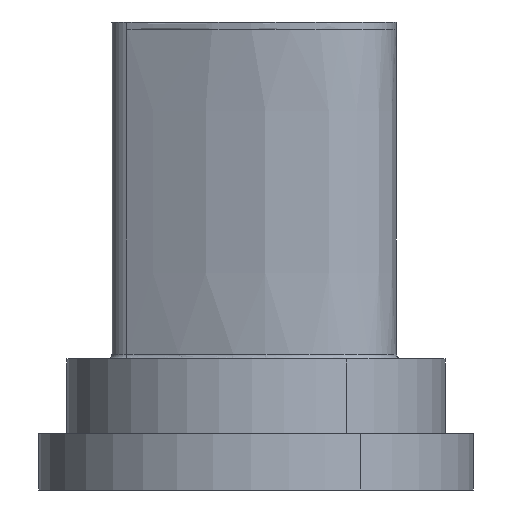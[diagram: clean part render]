
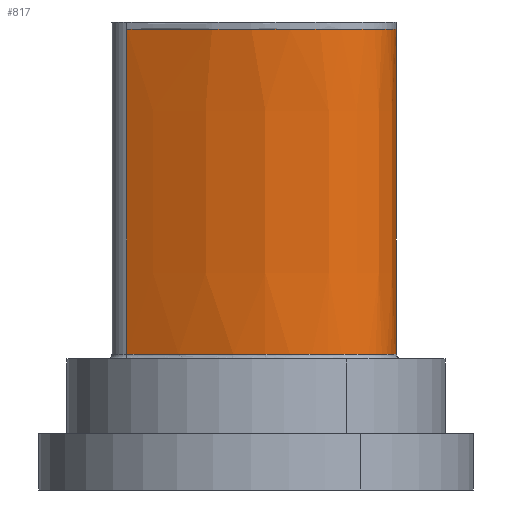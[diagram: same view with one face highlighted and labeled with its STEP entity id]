
A CAD part, left-side view. The second image highlights one B-rep face of the part: STEP entity #817.
In plain terms, the highlighted face is a extrusion surface.
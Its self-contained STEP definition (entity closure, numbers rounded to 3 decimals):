
#72=CARTESIAN_POINT('Control Point',(-2.665,13.788,0.)) ;
#73=CARTESIAN_POINT('Control Point',(-2.956,13.224,0.)) ;
#74=CARTESIAN_POINT('Control Point',(-3.246,12.664,0.)) ;
#75=CARTESIAN_POINT('Control Point',(-3.534,12.107,0.)) ;
#76=CARTESIAN_POINT('Control Point',(-4.948,9.357,0.)) ;
#77=CARTESIAN_POINT('Control Point',(-6.279,6.625,0.)) ;
#78=CARTESIAN_POINT('Control Point',(-7.243,4.355,0.)) ;
#79=CARTESIAN_POINT('Control Point',(-8.73,-0.772,0.)) ;
#80=CARTESIAN_POINT('Control Point',(-8.852,-6.499,0.)) ;
#81=CARTESIAN_POINT('Control Point',(-8.452,-9.306,0.)) ;
#82=CARTESIAN_POINT('Control Point',(-6.938,-12.669,0.)) ;
#83=CARTESIAN_POINT('Control Point',(-3.943,-14.428,0.)) ;
#84=CARTESIAN_POINT('Control Point',(-2.794,-14.812,0.)) ;
#85=CARTESIAN_POINT('Control Point',(-1.48,-15.003,0.)) ;
#86=CARTESIAN_POINT('Control Point',(0.,-15.,0.)) ;
#87=CARTESIAN_POINT('Vertex',(0.,-15.,0.)) ;
#89=CARTESIAN_POINT('Vertex',(-2.665,13.788,0.)) ;
#762=CARTESIAN_POINT('Control Point',(-2.665,13.788,0.)) ;
#763=CARTESIAN_POINT('Control Point',(-2.956,13.224,0.)) ;
#764=CARTESIAN_POINT('Control Point',(-3.246,12.664,0.)) ;
#765=CARTESIAN_POINT('Control Point',(-3.534,12.107,0.)) ;
#766=CARTESIAN_POINT('Control Point',(-4.948,9.357,0.)) ;
#767=CARTESIAN_POINT('Control Point',(-6.279,6.625,0.)) ;
#768=CARTESIAN_POINT('Control Point',(-7.243,4.355,0.)) ;
#769=CARTESIAN_POINT('Control Point',(-8.73,-0.772,0.)) ;
#770=CARTESIAN_POINT('Control Point',(-8.852,-6.499,0.)) ;
#771=CARTESIAN_POINT('Control Point',(-8.452,-9.306,0.)) ;
#772=CARTESIAN_POINT('Control Point',(-6.938,-12.669,0.)) ;
#773=CARTESIAN_POINT('Control Point',(-3.943,-14.428,0.)) ;
#774=CARTESIAN_POINT('Control Point',(-2.794,-14.812,0.)) ;
#775=CARTESIAN_POINT('Control Point',(-1.48,-15.003,0.)) ;
#776=CARTESIAN_POINT('Control Point',(0.,-15.,0.)) ;
#781=CARTESIAN_POINT('Control Point',(0.,-15.,-34.7)) ;
#782=CARTESIAN_POINT('Control Point',(-1.48,-15.003,-34.7)) ;
#783=CARTESIAN_POINT('Control Point',(-2.794,-14.812,-34.7)) ;
#784=CARTESIAN_POINT('Control Point',(-3.943,-14.428,-34.7)) ;
#785=CARTESIAN_POINT('Control Point',(-6.938,-12.669,-34.7)) ;
#786=CARTESIAN_POINT('Control Point',(-8.452,-9.306,-34.7)) ;
#787=CARTESIAN_POINT('Control Point',(-8.852,-6.499,-34.7)) ;
#788=CARTESIAN_POINT('Control Point',(-8.73,-0.772,-34.7)) ;
#789=CARTESIAN_POINT('Control Point',(-7.243,4.355,-34.7)) ;
#790=CARTESIAN_POINT('Control Point',(-6.279,6.625,-34.7)) ;
#791=CARTESIAN_POINT('Control Point',(-4.948,9.357,-34.7)) ;
#792=CARTESIAN_POINT('Control Point',(-3.534,12.107,-34.7)) ;
#793=CARTESIAN_POINT('Control Point',(-3.246,12.664,-34.7)) ;
#794=CARTESIAN_POINT('Control Point',(-2.956,13.224,-34.7)) ;
#795=CARTESIAN_POINT('Control Point',(-2.665,13.788,-34.7)) ;
#796=CARTESIAN_POINT('Vertex',(0.,-15.,-34.7)) ;
#798=CARTESIAN_POINT('Vertex',(-2.665,13.788,-34.7)) ;
#801=CARTESIAN_POINT('Line Origine',(0.,-15.,-24.6)) ;
#806=CARTESIAN_POINT('Line Origine',(-2.665,13.788,-24.6)) ;
#777=DIRECTION('Vector Direction',(0.,0.,-1.)) ;
#802=DIRECTION('Vector Direction',(0.,0.,-1.)) ;
#807=DIRECTION('Vector Direction',(0.,0.,-1.)) ;
#812=ORIENTED_EDGE('',*,*,#800,.F.) ;
#813=ORIENTED_EDGE('',*,*,#805,.F.) ;
#814=ORIENTED_EDGE('',*,*,#91,.T.) ;
#815=ORIENTED_EDGE('',*,*,#810,.T.) ;
#778=VECTOR('Extrusion Surface Vector',#777,1.) ;
#803=VECTOR('Line Direction',#802,1.) ;
#808=VECTOR('Line Direction',#807,1.) ;
#817=ADVANCED_FACE('Corps principal',(#816),#779,.F.) ;
#71=B_SPLINE_CURVE_WITH_KNOTS('',5,(#72,#73,#74,#75,#76,#77,#78,#79,#80,#81,#82,#83,#84,#85,#86),.UNSPECIFIED.,.F.,.U.,(6,3,3,3,6),(5.773,8.989,21.737,34.123,40.179),.UNSPECIFIED.) ;
#761=B_SPLINE_CURVE_WITH_KNOTS('',5,(#762,#763,#764,#765,#766,#767,#768,#769,#770,#771,#772,#773,#774,#775,#776),.UNSPECIFIED.,.F.,.U.,(6,3,3,3,6),(5.773,8.989,21.737,34.123,40.179),.UNSPECIFIED.) ;
#780=B_SPLINE_CURVE_WITH_KNOTS('',5,(#781,#782,#783,#784,#785,#786,#787,#788,#789,#790,#791,#792,#793,#794,#795),.UNSPECIFIED.,.F.,.U.,(6,3,3,3,6),(-20.09,-14.034,-1.647,11.1,14.317),.UNSPECIFIED.) ;
#91=EDGE_CURVE('',#88,#90,#71,.F.) ;
#800=EDGE_CURVE('',#797,#799,#780,.T.) ;
#805=EDGE_CURVE('',#88,#797,#804,.T.) ;
#810=EDGE_CURVE('',#90,#799,#809,.T.) ;
#811=EDGE_LOOP('',(#812,#813,#814,#815)) ;
#816=FACE_OUTER_BOUND('',#811,.T.) ;
#804=LINE('Line',#801,#803) ;
#809=LINE('Line',#806,#808) ;
#779=SURFACE_OF_LINEAR_EXTRUSION('generated tabulated cylinder',#761,#778) ;
#88=VERTEX_POINT('',#87) ;
#90=VERTEX_POINT('',#89) ;
#797=VERTEX_POINT('',#796) ;
#799=VERTEX_POINT('',#798) ;
